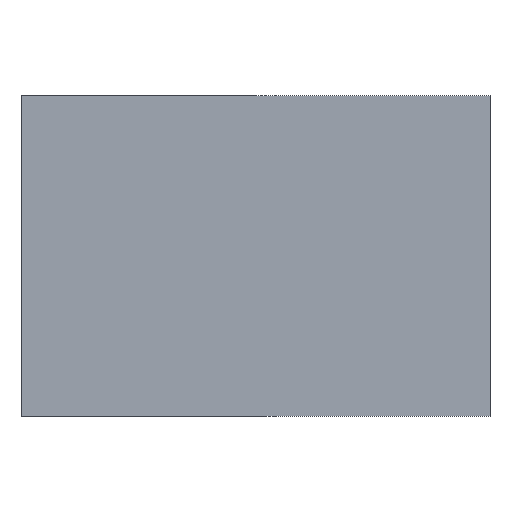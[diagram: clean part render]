
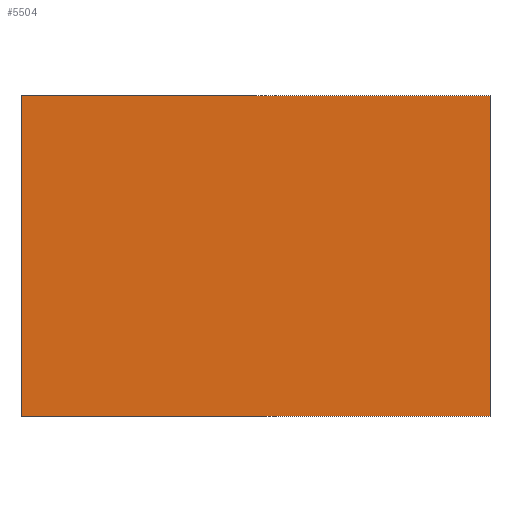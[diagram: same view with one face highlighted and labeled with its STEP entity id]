
A CAD part, left-side view. The second image highlights one B-rep face of the part: STEP entity #5504.
In plain terms, the highlighted planar face has unit normal (-1, 0, 0).
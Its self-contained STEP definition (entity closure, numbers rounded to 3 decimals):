
#615=ORIENTED_EDGE('',*,*,#1366,.T.);
#616=ORIENTED_EDGE('',*,*,#1367,.F.);
#617=ORIENTED_EDGE('',*,*,#1368,.F.);
#618=ORIENTED_EDGE('',*,*,#1203,.T.);
#1203=EDGE_CURVE('',#1606,#1605,#1947,.T.);
#1366=EDGE_CURVE('',#1605,#1763,#1995,.T.);
#1367=EDGE_CURVE('',#1764,#1763,#1996,.T.);
#1368=EDGE_CURVE('',#1606,#1764,#1997,.T.);
#1605=VERTEX_POINT('',#7355);
#1606=VERTEX_POINT('',#7357);
#1763=VERTEX_POINT('',#7866);
#1764=VERTEX_POINT('',#7868);
#1947=LINE('',#7356,#2115);
#1995=LINE('',#7865,#2163);
#1996=LINE('',#7867,#2164);
#1997=LINE('',#7869,#2165);
#2115=VECTOR('',#6196,1000.);
#2163=VECTOR('',#6664,1000.);
#2164=VECTOR('',#6665,1000.);
#2165=VECTOR('',#6666,1000.);
#2427=EDGE_LOOP('',(#615,#616,#617,#618));
#2925=FACE_BOUND('',#2427,.T.);
#3318=PLANE('',#5897);
#5504=ADVANCED_FACE('',(#2925),#3318,.F.);
#5897=AXIS2_PLACEMENT_3D('',#7864,#6662,#6663);
#6196=DIRECTION('',(0.,0.,-1.));
#6662=DIRECTION('',(1.,0.,0.));
#6663=DIRECTION('',(0.,0.,-1.));
#6664=DIRECTION('',(0.,-1.,0.));
#6665=DIRECTION('',(0.,0.,-1.));
#6666=DIRECTION('',(0.,-1.,0.));
#7355=CARTESIAN_POINT('',(-45.,20.,0.));
#7356=CARTESIAN_POINT('',(-45.,20.,15.));
#7357=CARTESIAN_POINT('',(-45.,20.,27.4));
#7864=CARTESIAN_POINT('',(-45.,20.,15.));
#7865=CARTESIAN_POINT('',(-45.,20.,0.));
#7866=CARTESIAN_POINT('',(-45.,-20.,0.));
#7867=CARTESIAN_POINT('',(-45.,-20.,15.));
#7868=CARTESIAN_POINT('',(-45.,-20.,27.4));
#7869=CARTESIAN_POINT('',(-45.,20.,27.4));
